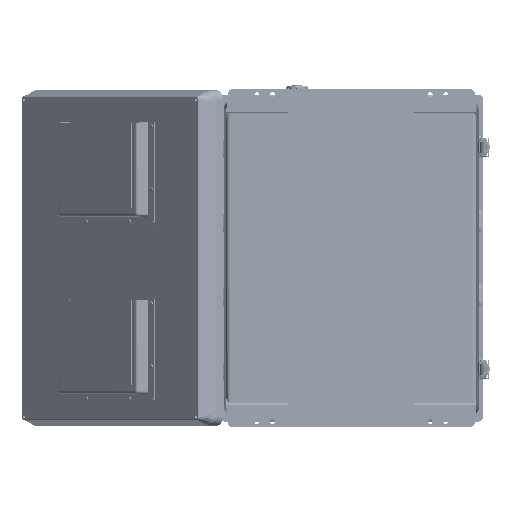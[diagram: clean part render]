
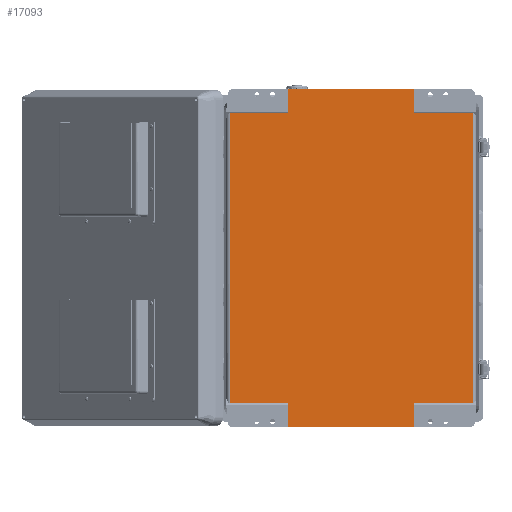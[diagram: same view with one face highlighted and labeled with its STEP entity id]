
A CAD part, front view. The second image highlights one B-rep face of the part: STEP entity #17093.
In plain terms, the highlighted planar face has unit normal (0, -1, 0).
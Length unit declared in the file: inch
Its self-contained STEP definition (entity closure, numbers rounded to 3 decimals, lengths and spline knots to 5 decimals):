
#6873 = LINE ( 'NONE', #150666, #76136 ) ;
#8602 = LINE ( 'NONE', #85108, #77886 ) ;
#9915 = CARTESIAN_POINT ( 'NONE',  ( -7.69183, 0., -9.2134 ) ) ;
#14159 = EDGE_CURVE ( 'NONE', #124033, #150960, #165128, .T. ) ;
#14326 = CARTESIAN_POINT ( 'NONE',  ( 7.69183, 0., 9.2134 ) ) ;
#16062 = LINE ( 'NONE', #14326, #163175 ) ;
#17093 = ADVANCED_FACE ( 'NONE', ( #175045 ), #45800, .T. ) ;
#19307 = ORIENTED_EDGE ( 'NONE', *, *, #128864, .T. ) ;
#19671 = CARTESIAN_POINT ( 'NONE',  ( -3.995, 0., -9.2134 ) ) ;
#20434 = ORIENTED_EDGE ( 'NONE', *, *, #63337, .F. ) ;
#23142 = VERTEX_POINT ( 'NONE', #84630 ) ;
#23817 = VERTEX_POINT ( 'NONE', #19671 ) ;
#25089 = VECTOR ( 'NONE', #51092, 39.37008 ) ;
#27887 = CARTESIAN_POINT ( 'NONE',  ( -7.69183, 0., 9.2134 ) ) ;
#33423 = ORIENTED_EDGE ( 'NONE', *, *, #126906, .F. ) ;
#38268 = CARTESIAN_POINT ( 'NONE',  ( -7.3875, 0., -9.2134 ) ) ;
#39682 = EDGE_LOOP ( 'NONE', ( #55868, #163495, #162948, #131021, #115189, #95738, #101714, #19307, #177450, #20434, #33423, #74989 ) ) ;
#40733 = DIRECTION ( 'NONE',  ( -1., 0., 0. ) ) ;
#44445 = CARTESIAN_POINT ( 'NONE',  ( 7.69183, 0., -9.2134 ) ) ;
#45800 = PLANE ( 'NONE',  #126564 ) ;
#49623 = EDGE_CURVE ( 'NONE', #23817, #168200, #62886, .T. ) ;
#51092 = DIRECTION ( 'NONE',  ( 0., 0., 1. ) ) ;
#55785 = LINE ( 'NONE', #152706, #170334 ) ;
#55868 = ORIENTED_EDGE ( 'NONE', *, *, #84686, .T. ) ;
#56072 = DIRECTION ( 'NONE',  ( 0., 0., 1. ) ) ;
#59727 = DIRECTION ( 'NONE',  ( 0., -1., 0. ) ) ;
#60229 = DIRECTION ( 'NONE',  ( 0., 0., -1. ) ) ;
#62461 = LINE ( 'NONE', #108390, #114305 ) ;
#62886 = LINE ( 'NONE', #163657, #127753 ) ;
#63337 = EDGE_CURVE ( 'NONE', #23142, #23817, #135317, .T. ) ;
#64506 = VERTEX_POINT ( 'NONE', #141903 ) ;
#66685 = DIRECTION ( 'NONE',  ( 1., 0., 0. ) ) ;
#67919 = EDGE_CURVE ( 'NONE', #150960, #132009, #6873, .T. ) ;
#70210 = VECTOR ( 'NONE', #66685, 39.37008 ) ;
#72370 = DIRECTION ( 'NONE',  ( 0., 0., 1. ) ) ;
#74989 = ORIENTED_EDGE ( 'NONE', *, *, #81249, .T. ) ;
#76136 = VECTOR ( 'NONE', #40733, 39.37008 ) ;
#77619 = VERTEX_POINT ( 'NONE', #44445 ) ;
#77886 = VECTOR ( 'NONE', #72370, 39.37008 ) ;
#81249 = EDGE_CURVE ( 'NONE', #94509, #64506, #8602, .T. ) ;
#84630 = CARTESIAN_POINT ( 'NONE',  ( -3.995, 0., -10.75 ) ) ;
#84686 = EDGE_CURVE ( 'NONE', #64506, #77619, #106853, .T. ) ;
#85108 = CARTESIAN_POINT ( 'NONE',  ( 3.995, 0., -9.3875 ) ) ;
#87742 = CARTESIAN_POINT ( 'NONE',  ( 4.83175, 0., -10.75 ) ) ;
#91612 = VECTOR ( 'NONE', #95448, 39.37008 ) ;
#92839 = CARTESIAN_POINT ( 'NONE',  ( -3.995, 0., 10.75 ) ) ;
#94509 = VERTEX_POINT ( 'NONE', #104302 ) ;
#95448 = DIRECTION ( 'NONE',  ( 0., 0., 1. ) ) ;
#95738 = ORIENTED_EDGE ( 'NONE', *, *, #167934, .F. ) ;
#97083 = VERTEX_POINT ( 'NONE', #132010 ) ;
#97154 = DIRECTION ( 'NONE',  ( 0., 0., 1. ) ) ;
#98410 = EDGE_CURVE ( 'NONE', #77619, #97083, #16062, .T. ) ;
#101714 = ORIENTED_EDGE ( 'NONE', *, *, #124387, .F. ) ;
#104302 = CARTESIAN_POINT ( 'NONE',  ( 3.995, 0., -10.75 ) ) ;
#104625 = VECTOR ( 'NONE', #156550, 39.37008 ) ;
#106853 = LINE ( 'NONE', #38268, #70210 ) ;
#108390 = CARTESIAN_POINT ( 'NONE',  ( -7.3875, 0., 9.2134 ) ) ;
#108577 = DIRECTION ( 'NONE',  ( -1., 0., 0. ) ) ;
#109728 = EDGE_CURVE ( 'NONE', #97083, #124033, #174497, .T. ) ;
#111829 = VERTEX_POINT ( 'NONE', #27887 ) ;
#114305 = VECTOR ( 'NONE', #122387, 39.37008 ) ;
#115189 = ORIENTED_EDGE ( 'NONE', *, *, #67919, .T. ) ;
#119347 = CARTESIAN_POINT ( 'NONE',  ( -3.995, 0., -9.3875 ) ) ;
#122387 = DIRECTION ( 'NONE',  ( 1., 0., 0. ) ) ;
#124033 = VERTEX_POINT ( 'NONE', #126067 ) ;
#124387 = EDGE_CURVE ( 'NONE', #111829, #156212, #62461, .T. ) ;
#125963 = CARTESIAN_POINT ( 'NONE',  ( -3.995, 0., 9.2134 ) ) ;
#126067 = CARTESIAN_POINT ( 'NONE',  ( 3.995, 0., 9.2134 ) ) ;
#126564 = AXIS2_PLACEMENT_3D ( 'NONE', #169111, #59727, #156396 ) ;
#126906 = EDGE_CURVE ( 'NONE', #94509, #23142, #178160, .T. ) ;
#127753 = VECTOR ( 'NONE', #108577, 39.37008 ) ;
#128864 = EDGE_CURVE ( 'NONE', #111829, #168200, #152784, .T. ) ;
#131021 = ORIENTED_EDGE ( 'NONE', *, *, #14159, .T. ) ;
#132009 = VERTEX_POINT ( 'NONE', #92839 ) ;
#132010 = CARTESIAN_POINT ( 'NONE',  ( 7.69183, 0., 9.2134 ) ) ;
#134968 = DIRECTION ( 'NONE',  ( -1., 0., 0. ) ) ;
#135317 = LINE ( 'NONE', #119347, #25089 ) ;
#141903 = CARTESIAN_POINT ( 'NONE',  ( 3.995, 0., -9.2134 ) ) ;
#142117 = VECTOR ( 'NONE', #134968, 39.37008 ) ;
#148460 = VECTOR ( 'NONE', #60229, 39.37008 ) ;
#150666 = CARTESIAN_POINT ( 'NONE',  ( 4.83175, 0., 10.75 ) ) ;
#150960 = VERTEX_POINT ( 'NONE', #165093 ) ;
#152706 = CARTESIAN_POINT ( 'NONE',  ( -3.995, 0., -9.3875 ) ) ;
#152784 = LINE ( 'NONE', #170788, #148460 ) ;
#156212 = VERTEX_POINT ( 'NONE', #125963 ) ;
#156396 = DIRECTION ( 'NONE',  ( 0., 0., -1. ) ) ;
#156550 = DIRECTION ( 'NONE',  ( -1., 0., 0. ) ) ;
#162948 = ORIENTED_EDGE ( 'NONE', *, *, #109728, .T. ) ;
#163175 = VECTOR ( 'NONE', #97154, 39.37008 ) ;
#163495 = ORIENTED_EDGE ( 'NONE', *, *, #98410, .T. ) ;
#163657 = CARTESIAN_POINT ( 'NONE',  ( -7.3875, 0., -9.2134 ) ) ;
#165093 = CARTESIAN_POINT ( 'NONE',  ( 3.995, 0., 10.75 ) ) ;
#165128 = LINE ( 'NONE', #178145, #91612 ) ;
#167934 = EDGE_CURVE ( 'NONE', #156212, #132009, #55785, .T. ) ;
#168200 = VERTEX_POINT ( 'NONE', #9915 ) ;
#169111 = CARTESIAN_POINT ( 'NONE',  ( -7.3875, 0., -9.3875 ) ) ;
#170334 = VECTOR ( 'NONE', #56072, 39.37008 ) ;
#170788 = CARTESIAN_POINT ( 'NONE',  ( -7.69183, 0., -9.2134 ) ) ;
#174497 = LINE ( 'NONE', #175990, #142117 ) ;
#175045 = FACE_OUTER_BOUND ( 'NONE', #39682, .T. ) ;
#175990 = CARTESIAN_POINT ( 'NONE',  ( -7.3875, 0., 9.2134 ) ) ;
#177450 = ORIENTED_EDGE ( 'NONE', *, *, #49623, .F. ) ;
#178145 = CARTESIAN_POINT ( 'NONE',  ( 3.995, 0., -9.3875 ) ) ;
#178160 = LINE ( 'NONE', #87742, #104625 ) ;
